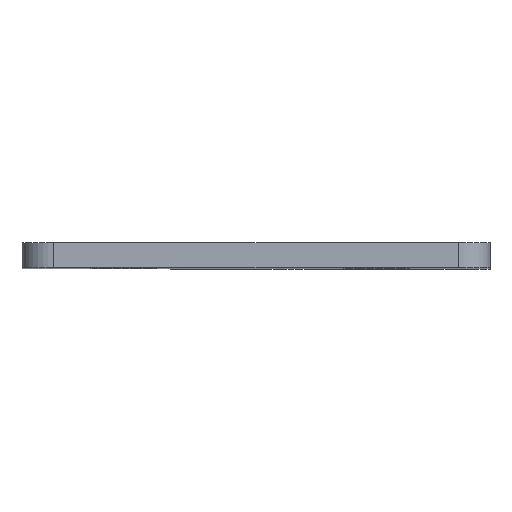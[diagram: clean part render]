
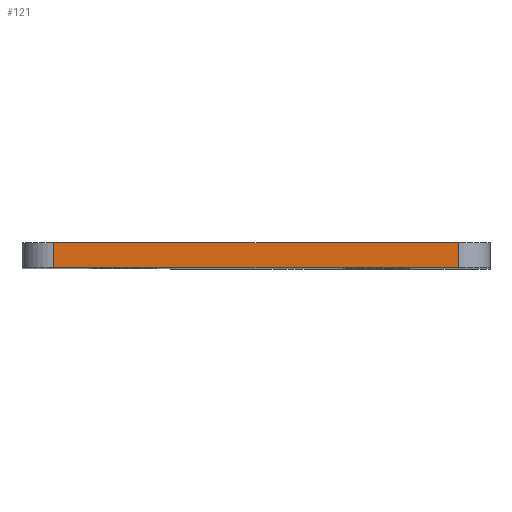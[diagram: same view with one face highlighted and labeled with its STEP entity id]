
A CAD part, top view. The second image highlights one B-rep face of the part: STEP entity #121.
In plain terms, the highlighted planar face has unit normal (0, 0, 1).
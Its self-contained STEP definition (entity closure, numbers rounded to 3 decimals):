
#91 = CARTESIAN_POINT ( 'NONE',  ( 1.5, 2., 8.5 ) ) ;
#99 = ORIENTED_EDGE ( 'NONE', *, *, #274, .F. ) ;
#102 = CARTESIAN_POINT ( 'NONE',  ( 4., 0., 8.5 ) ) ;
#121 = ADVANCED_FACE ( 'NONE', ( #180 ), #662, .T. ) ;
#170 = VECTOR ( 'NONE', #209, 1000. ) ;
#177 = DIRECTION ( 'NONE',  ( 1., 0., 0. ) ) ;
#180 = FACE_OUTER_BOUND ( 'NONE', #373, .T. ) ;
#204 = ORIENTED_EDGE ( 'NONE', *, *, #301, .T. ) ;
#209 = DIRECTION ( 'NONE',  ( 0., 1., 0. ) ) ;
#211 = ORIENTED_EDGE ( 'NONE', *, *, #288, .T. ) ;
#258 = VERTEX_POINT ( 'NONE', #683 ) ;
#260 = LINE ( 'NONE', #102, #304 ) ;
#274 = EDGE_CURVE ( 'NONE', #454, #494, #469, .T. ) ;
#288 = EDGE_CURVE ( 'NONE', #460, #494, #701, .T. ) ;
#301 = EDGE_CURVE ( 'NONE', #258, #460, #376, .T. ) ;
#304 = VECTOR ( 'NONE', #584, 1000. ) ;
#308 = CARTESIAN_POINT ( 'NONE',  ( 36., 2., 8.5 ) ) ;
#319 = CARTESIAN_POINT ( 'NONE',  ( 4., 2., 8.5 ) ) ;
#328 = CARTESIAN_POINT ( 'NONE',  ( 1.5, 0., 8.5 ) ) ;
#346 = DIRECTION ( 'NONE',  ( 0., 0., 1. ) ) ;
#373 = EDGE_LOOP ( 'NONE', ( #99, #424, #204, #211 ) ) ;
#376 = LINE ( 'NONE', #328, #554 ) ;
#383 = CARTESIAN_POINT ( 'NONE',  ( 36., 0., 8.5 ) ) ;
#395 = EDGE_CURVE ( 'NONE', #454, #258, #260, .T. ) ;
#422 = CARTESIAN_POINT ( 'NONE',  ( 36., 0., 8.5 ) ) ;
#424 = ORIENTED_EDGE ( 'NONE', *, *, #395, .T. ) ;
#454 = VERTEX_POINT ( 'NONE', #319 ) ;
#460 = VERTEX_POINT ( 'NONE', #422 ) ;
#469 = LINE ( 'NONE', #91, #657 ) ;
#473 = DIRECTION ( 'NONE',  ( 1., 0., 0. ) ) ;
#494 = VERTEX_POINT ( 'NONE', #308 ) ;
#554 = VECTOR ( 'NONE', #473, 1000. ) ;
#557 = CARTESIAN_POINT ( 'NONE',  ( 1.5, 0., 8.5 ) ) ;
#584 = DIRECTION ( 'NONE',  ( 0., -1., 0. ) ) ;
#625 = AXIS2_PLACEMENT_3D ( 'NONE', #557, #346, #177 ) ;
#657 = VECTOR ( 'NONE', #687, 1000. ) ;
#662 = PLANE ( 'NONE',  #625 ) ;
#683 = CARTESIAN_POINT ( 'NONE',  ( 4., 0., 8.5 ) ) ;
#687 = DIRECTION ( 'NONE',  ( 1., 0., 0. ) ) ;
#701 = LINE ( 'NONE', #383, #170 ) ;
